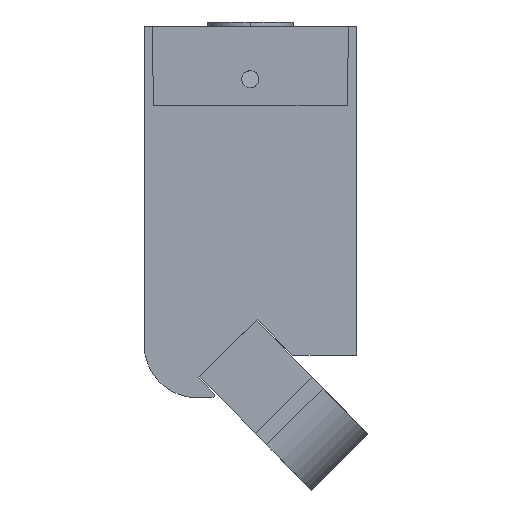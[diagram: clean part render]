
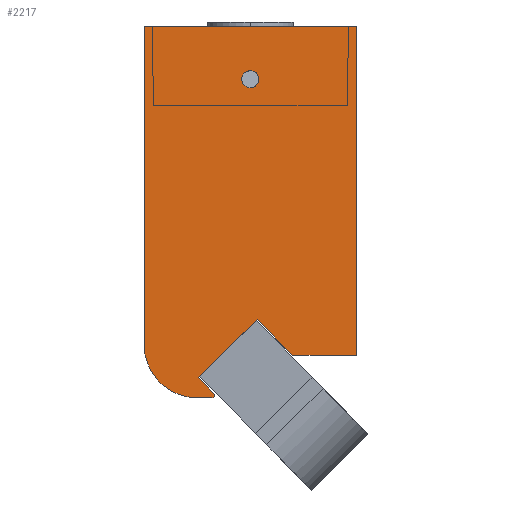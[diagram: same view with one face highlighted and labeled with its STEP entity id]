
A CAD part, left-side view. The second image highlights one B-rep face of the part: STEP entity #2217.
In plain terms, the highlighted planar face has unit normal (-1, 0, 0).
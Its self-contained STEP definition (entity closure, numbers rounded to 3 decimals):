
#9 = EDGE_CURVE ( 'NONE', #2272, #2426, #849, .T. ) ;
#84 = VERTEX_POINT ( 'NONE', #3712 ) ;
#134 = EDGE_CURVE ( 'NONE', #2426, #4363, #3661, .T. ) ;
#178 = CARTESIAN_POINT ( 'NONE',  ( -75., -8., -62. ) ) ;
#209 = CARTESIAN_POINT ( 'NONE',  ( -75., 9.773, -66.147 ) ) ;
#269 = LINE ( 'NONE', #3552, #1215 ) ;
#334 = EDGE_LOOP ( 'NONE', ( #3203, #3754 ) ) ;
#378 = FACE_BOUND ( 'NONE', #334, .T. ) ;
#434 = AXIS2_PLACEMENT_3D ( 'NONE', #3706, #869, #4438 ) ;
#447 = VERTEX_POINT ( 'NONE', #2224 ) ;
#450 = EDGE_LOOP ( 'NONE', ( #3863, #1918, #4135, #1816, #4009, #1386, #1774, #823, #3485, #4547 ) ) ;
#557 = CARTESIAN_POINT ( 'NONE',  ( -75., -20., 0. ) ) ;
#578 = CARTESIAN_POINT ( 'NONE',  ( -75., -1.282, -55.282 ) ) ;
#604 = DIRECTION ( 'NONE',  ( 0., 0., -1. ) ) ;
#634 = EDGE_CURVE ( 'NONE', #3755, #852, #3492, .T. ) ;
#675 = AXIS2_PLACEMENT_3D ( 'NONE', #3441, #1701, #2044 ) ;
#718 = VERTEX_POINT ( 'NONE', #3790 ) ;
#766 = VECTOR ( 'NONE', #3327, 1000. ) ;
#823 = ORIENTED_EDGE ( 'NONE', *, *, #2783, .F. ) ;
#849 = LINE ( 'NONE', #178, #3330 ) ;
#852 = VERTEX_POINT ( 'NONE', #1866 ) ;
#869 = DIRECTION ( 'NONE',  ( 1., 0., 0. ) ) ;
#917 = VECTOR ( 'NONE', #2361, 1000. ) ;
#968 = VERTEX_POINT ( 'NONE', #1902 ) ;
#1025 = CARTESIAN_POINT ( 'NONE',  ( -75., 6.87, -69.153 ) ) ;
#1149 = CARTESIAN_POINT ( 'NONE',  ( -75., -1.282, -55.282 ) ) ;
#1215 = VECTOR ( 'NONE', #3519, 1000. ) ;
#1266 = DIRECTION ( 'NONE',  ( 0., 0.713, -0.701 ) ) ;
#1267 = LINE ( 'NONE', #3992, #766 ) ;
#1293 = CARTESIAN_POINT ( 'NONE',  ( -75., 0., -8.4 ) ) ;
#1319 = LINE ( 'NONE', #557, #917 ) ;
#1348 = VERTEX_POINT ( 'NONE', #1025 ) ;
#1355 = PLANE ( 'NONE',  #1408 ) ;
#1386 = ORIENTED_EDGE ( 'NONE', *, *, #134, .F. ) ;
#1389 = DIRECTION ( 'NONE',  ( 1., 0., 0. ) ) ;
#1408 = AXIS2_PLACEMENT_3D ( 'NONE', #2417, #1389, #3172 ) ;
#1412 = EDGE_CURVE ( 'NONE', #852, #3755, #2701, .T. ) ;
#1433 = EDGE_CURVE ( 'NONE', #4363, #1348, #3147, .T. ) ;
#1492 = DIRECTION ( 'NONE',  ( 0., 0., 1. ) ) ;
#1612 = CARTESIAN_POINT ( 'NONE',  ( -75., 10., -70. ) ) ;
#1657 = VECTOR ( 'NONE', #1492, 1000. ) ;
#1701 = DIRECTION ( 'NONE',  ( 1., 0., 0. ) ) ;
#1774 = ORIENTED_EDGE ( 'NONE', *, *, #9, .F. ) ;
#1816 = ORIENTED_EDGE ( 'NONE', *, *, #2458, .F. ) ;
#1866 = CARTESIAN_POINT ( 'NONE',  ( -75., 0., -11.6 ) ) ;
#1885 = VECTOR ( 'NONE', #1937, 1000. ) ;
#1902 = CARTESIAN_POINT ( 'NONE',  ( -75., -20., -62. ) ) ;
#1918 = ORIENTED_EDGE ( 'NONE', *, *, #4072, .F. ) ;
#1937 = DIRECTION ( 'NONE',  ( 0., 1., 0. ) ) ;
#1966 = VECTOR ( 'NONE', #1266, 1000. ) ;
#2008 = DIRECTION ( 'NONE',  ( 1., 0., 0. ) ) ;
#2044 = DIRECTION ( 'NONE',  ( 0., 0., -1. ) ) ;
#2180 = CARTESIAN_POINT ( 'NONE',  ( -75., -8., -62. ) ) ;
#2217 = ADVANCED_FACE ( 'NONE', ( #378, #2428 ), #1355, .F. ) ;
#2224 = CARTESIAN_POINT ( 'NONE',  ( -75., 7.23, -70. ) ) ;
#2272 = VERTEX_POINT ( 'NONE', #2180 ) ;
#2279 = AXIS2_PLACEMENT_3D ( 'NONE', #2696, #2008, #604 ) ;
#2361 = DIRECTION ( 'NONE',  ( 0., 0., -1. ) ) ;
#2417 = CARTESIAN_POINT ( 'NONE',  ( -75., 10., -60. ) ) ;
#2426 = VERTEX_POINT ( 'NONE', #1149 ) ;
#2428 = FACE_OUTER_BOUND ( 'NONE', #450, .T. ) ;
#2458 = EDGE_CURVE ( 'NONE', #1348, #447, #3252, .T. ) ;
#2542 = CARTESIAN_POINT ( 'NONE',  ( -75., 20., 0. ) ) ;
#2563 = EDGE_CURVE ( 'NONE', #3316, #84, #269, .T. ) ;
#2650 = CARTESIAN_POINT ( 'NONE',  ( -75., 9.773, -66.147 ) ) ;
#2696 = CARTESIAN_POINT ( 'NONE',  ( -75., 0., -10. ) ) ;
#2701 = CIRCLE ( 'NONE', #434, 1.6 ) ;
#2766 = EDGE_CURVE ( 'NONE', #447, #2911, #3584, .T. ) ;
#2783 = EDGE_CURVE ( 'NONE', #968, #2272, #1267, .T. ) ;
#2884 = VECTOR ( 'NONE', #4034, 1000. ) ;
#2911 = VERTEX_POINT ( 'NONE', #1612 ) ;
#2956 = DIRECTION ( 'NONE',  ( 0., 0.707, 0.707 ) ) ;
#3147 = LINE ( 'NONE', #2650, #2884 ) ;
#3172 = DIRECTION ( 'NONE',  ( 0., 0., -1. ) ) ;
#3203 = ORIENTED_EDGE ( 'NONE', *, *, #1412, .T. ) ;
#3252 = CIRCLE ( 'NONE', #4450, 0.5 ) ;
#3316 = VERTEX_POINT ( 'NONE', #3406 ) ;
#3327 = DIRECTION ( 'NONE',  ( 0., 1., 0. ) ) ;
#3330 = VECTOR ( 'NONE', #2956, 1000. ) ;
#3406 = CARTESIAN_POINT ( 'NONE',  ( -75., 20., 0. ) ) ;
#3441 = CARTESIAN_POINT ( 'NONE',  ( -75., 10., -60. ) ) ;
#3485 = ORIENTED_EDGE ( 'NONE', *, *, #4015, .F. ) ;
#3492 = CIRCLE ( 'NONE', #2279, 1.6 ) ;
#3504 = DIRECTION ( 'NONE',  ( 1., 0., 0. ) ) ;
#3519 = DIRECTION ( 'NONE',  ( 0., -1., 0. ) ) ;
#3537 = CARTESIAN_POINT ( 'NONE',  ( -75., 7.23, -69.5 ) ) ;
#3552 = CARTESIAN_POINT ( 'NONE',  ( -75., 20., 0. ) ) ;
#3584 = LINE ( 'NONE', #3982, #1885 ) ;
#3661 = LINE ( 'NONE', #578, #1966 ) ;
#3706 = CARTESIAN_POINT ( 'NONE',  ( -75., 0., -10. ) ) ;
#3712 = CARTESIAN_POINT ( 'NONE',  ( -75., -20., 0. ) ) ;
#3754 = ORIENTED_EDGE ( 'NONE', *, *, #634, .T. ) ;
#3755 = VERTEX_POINT ( 'NONE', #1293 ) ;
#3790 = CARTESIAN_POINT ( 'NONE',  ( -75., 20., -60. ) ) ;
#3863 = ORIENTED_EDGE ( 'NONE', *, *, #4552, .F. ) ;
#3886 = CIRCLE ( 'NONE', #675, 10. ) ;
#3905 = DIRECTION ( 'NONE',  ( 0., 0., -1. ) ) ;
#3982 = CARTESIAN_POINT ( 'NONE',  ( -75., 10., -70. ) ) ;
#3992 = CARTESIAN_POINT ( 'NONE',  ( -75., -20., -62. ) ) ;
#3997 = LINE ( 'NONE', #2542, #1657 ) ;
#4009 = ORIENTED_EDGE ( 'NONE', *, *, #1433, .F. ) ;
#4015 = EDGE_CURVE ( 'NONE', #84, #968, #1319, .T. ) ;
#4034 = DIRECTION ( 'NONE',  ( 0., -0.695, -0.719 ) ) ;
#4072 = EDGE_CURVE ( 'NONE', #2911, #718, #3886, .T. ) ;
#4135 = ORIENTED_EDGE ( 'NONE', *, *, #2766, .F. ) ;
#4363 = VERTEX_POINT ( 'NONE', #209 ) ;
#4438 = DIRECTION ( 'NONE',  ( 0., 0., -1. ) ) ;
#4450 = AXIS2_PLACEMENT_3D ( 'NONE', #3537, #3504, #3905 ) ;
#4547 = ORIENTED_EDGE ( 'NONE', *, *, #2563, .F. ) ;
#4552 = EDGE_CURVE ( 'NONE', #718, #3316, #3997, .T. ) ;
